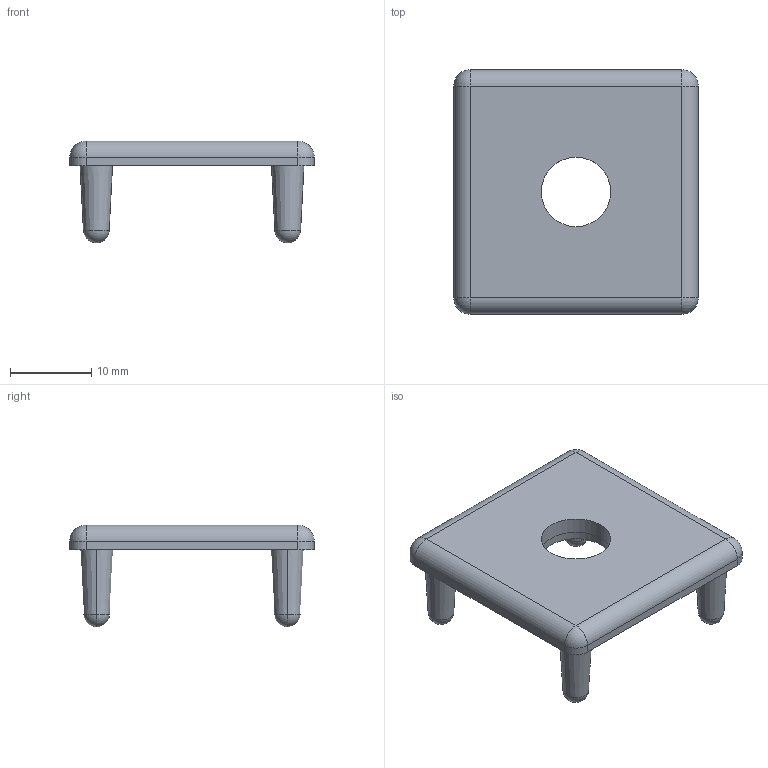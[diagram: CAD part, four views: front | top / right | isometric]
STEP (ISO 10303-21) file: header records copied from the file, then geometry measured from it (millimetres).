
FILE_DESCRIPTION (( 'STEP AP214' ), '1' );
FILE_NAME ('091359.step', '2015-12-15T12:43:29', ( '' ), ( '' ), 'SwSTEP 2.0', 'SolidWorks 2015', '' );
FILE_SCHEMA (( 'AUTOMOTIVE_DESIGN' ));
Length unit declared in the file: millimetre
Products named in the file (1): 091359
Bounding box: 30 x 30 x 12.5 mm (x, y, z)
Volume: 2185.8 mm3; surface area: 2618.3 mm2
Topology: 1 solids, 1 shells, 309 faces, 835 edges, 540 vertices
Faces by surface type: plane 245, cylinder 28, cone 20, sphere 12, bspline 4
Entity records: 9577 total; most frequent: CARTESIAN_POINT 1733, ORIENTED_EDGE 1662, DIRECTION 1541, EDGE_CURVE 831, LINE 717, VECTOR 717, VERTEX_POINT 540, AXIS2_PLACEMENT_3D 412
